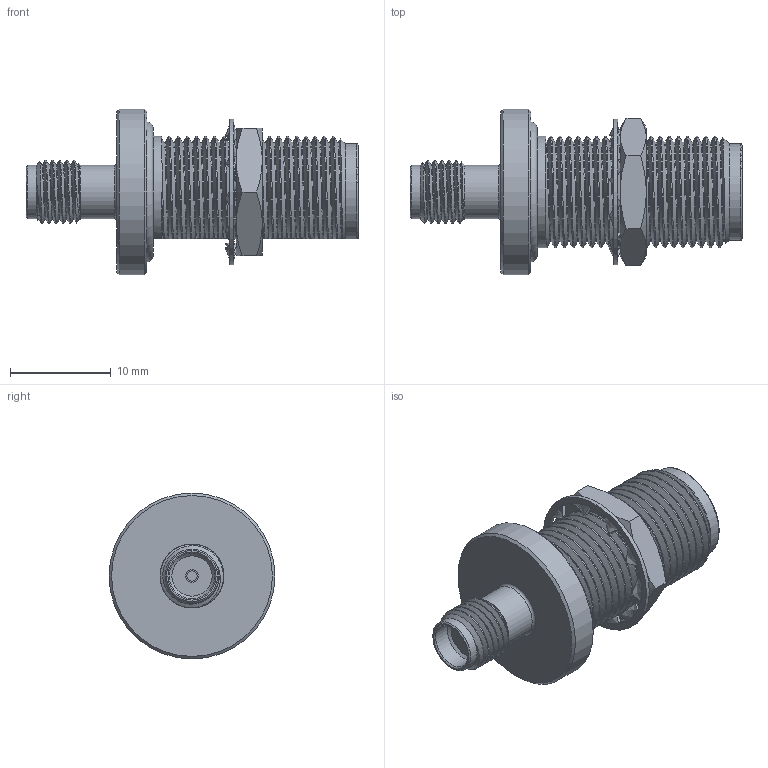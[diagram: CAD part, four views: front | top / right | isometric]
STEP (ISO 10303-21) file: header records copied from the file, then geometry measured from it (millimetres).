
FILE_DESCRIPTION (( 'STEP AP203' ), '1' );
FILE_NAME ('SM4749.step', '2020-01-15T17:58:40', ( '' ), ( '' ), 'SwSTEP 2.0', 'SolidWorks 2018', '' );
FILE_SCHEMA (( 'CONFIG_CONTROL_DESIGN' ));
Length unit declared in the file: inch
Products named in the file (1): SM4749
Bounding box: 33.02 x 16.5 x 16.5 mm (x, y, z)
Volume: 2414.6 mm3; surface area: 2798.5 mm2
Topology: 4 solids, 4 shells, 252 faces, 734 edges, 490 vertices
Faces by surface type: bspline 111, plane 61, cylinder 47, cone 30, torus 3
Full cylindrical faces by diameter (mm): 1.016 x1, 1.27 x2, 1.346 x1, 1.854 x1, 4.521 x1, 4.572 x1, 5.334 x2, 11.112 x1, 14.161 x1, 14.506 x1, 16.5 x1
Entity records: 54433 total; most frequent: CARTESIAN_POINT 49075, ORIENTED_EDGE 1388, DIRECTION 709, EDGE_CURVE 694, VERTEX_POINT 476, EDGE_LOOP 288, FACE_OUTER_BOUND 264, AXIS2_PLACEMENT_3D 263
